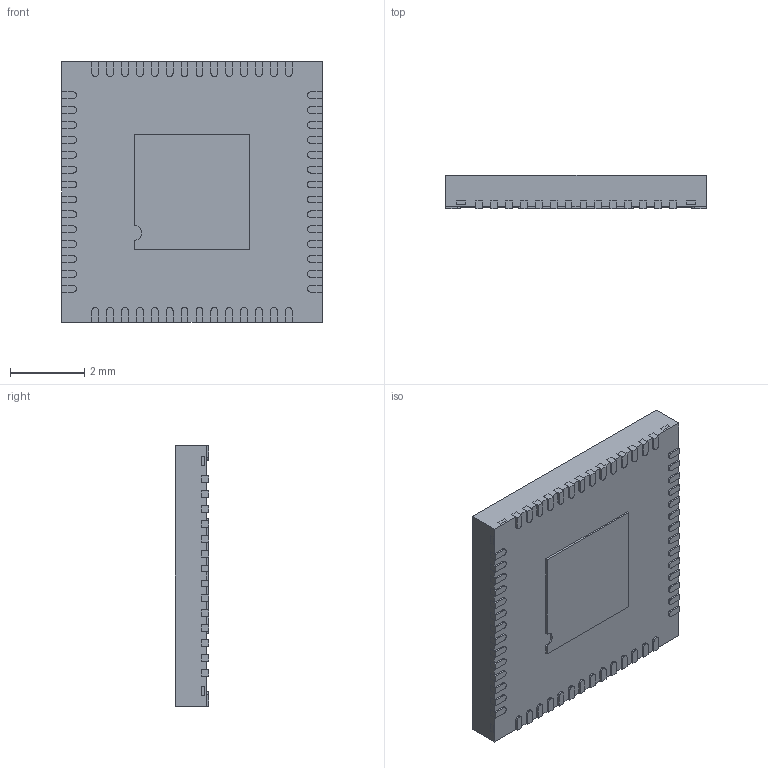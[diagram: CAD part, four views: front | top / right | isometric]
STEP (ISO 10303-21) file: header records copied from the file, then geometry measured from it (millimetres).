
FILE_DESCRIPTION (( 'STEP AP214' ), '1' );
FILE_NAME ('RPI_RP2040.STEP', '2024-02-08T23:57:27', ( '' ), ( '' ), 'SwSTEP 2.0', 'SolidWorks 2024', '' );
FILE_SCHEMA (( 'AUTOMOTIVE_DESIGN' ));
Length unit declared in the file: millimetre
Products named in the file (1): RPI_RP2040
Bounding box: 7 x 0.9 x 7 mm (x, y, z)
Volume: 42.3 mm3; surface area: 173.6 mm2
Topology: 67 solids, 67 shells, 704 faces, 1680 edges, 1120 vertices
Faces by surface type: plane 558, cylinder 146
Entity records: 28577 total; most frequent: CARTESIAN_POINT 3505, DIRECTION 3382, ORIENTED_EDGE 3360, EDGE_CURVE 1680, LINE 1388, VECTOR 1388, VERTEX_POINT 1120, AXIS2_PLACEMENT_3D 997
